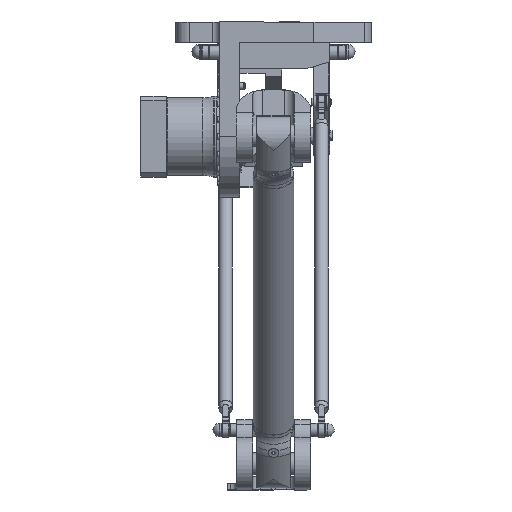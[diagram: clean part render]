
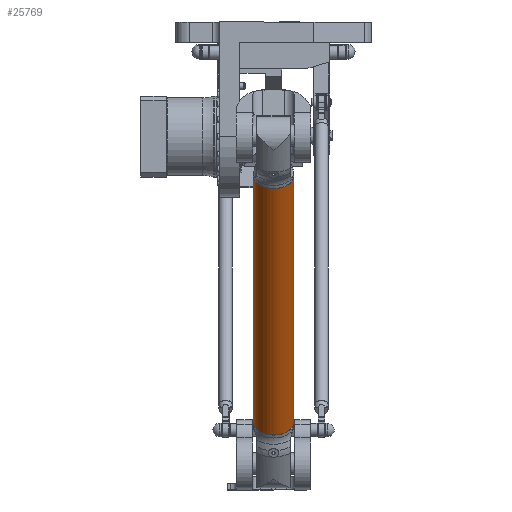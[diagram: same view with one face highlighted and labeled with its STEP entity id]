
A CAD part, front view. The second image highlights one B-rep face of the part: STEP entity #25769.
In plain terms, the highlighted cylindrical face has radius 30 mm (diameter 60 mm), a full revolution.
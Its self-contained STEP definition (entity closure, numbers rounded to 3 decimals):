
#1017=FACE_BOUND('',#7004,.T.);
#2851=CIRCLE('',#28627,30.);
#2858=CIRCLE('',#28639,30.);
#3491=CYLINDRICAL_SURFACE('',#28640,30.);
#4897=FACE_OUTER_BOUND('',#7003,.T.);
#7003=EDGE_LOOP('',(#22489));
#7004=EDGE_LOOP('',(#22490));
#13122=VERTEX_POINT('',#47535);
#13129=VERTEX_POINT('',#47554);
#16317=EDGE_CURVE('',#13122,#13122,#2851,.T.);
#16324=EDGE_CURVE('',#13129,#13129,#2858,.T.);
#22489=ORIENTED_EDGE('',*,*,#16324,.T.);
#22490=ORIENTED_EDGE('',*,*,#16317,.T.);
#25769=ADVANCED_FACE('',(#4897,#1017),#3491,.T.);
#28627=AXIS2_PLACEMENT_3D('',#47536,#35592,#35593);
#28639=AXIS2_PLACEMENT_3D('',#47555,#35616,#35617);
#28640=AXIS2_PLACEMENT_3D('',#47556,#35618,#35619);
#35592=DIRECTION('center_axis',(-1.,0.,0.));
#35593=DIRECTION('ref_axis',(0.,0.,1.));
#35616=DIRECTION('center_axis',(1.,0.,0.));
#35617=DIRECTION('ref_axis',(0.,0.,1.));
#35618=DIRECTION('center_axis',(-1.,0.,0.));
#35619=DIRECTION('ref_axis',(0.,0.,1.));
#47535=CARTESIAN_POINT('',(59.9,0.,30.));
#47536=CARTESIAN_POINT('Origin',(59.9,0.,0.));
#47554=CARTESIAN_POINT('',(-394.9,0.,30.));
#47555=CARTESIAN_POINT('Origin',(-394.9,0.,0.));
#47556=CARTESIAN_POINT('Origin',(65.,0.,0.));
